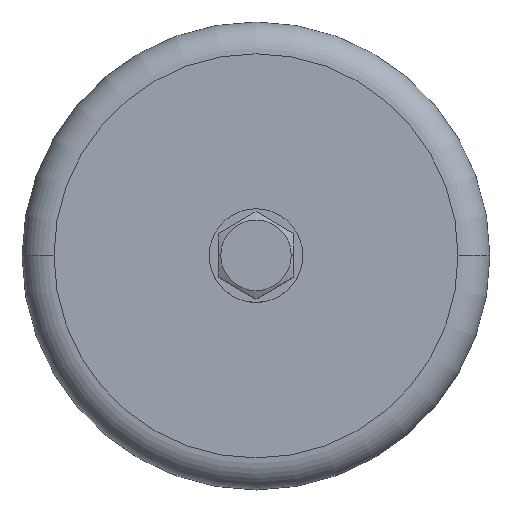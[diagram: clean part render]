
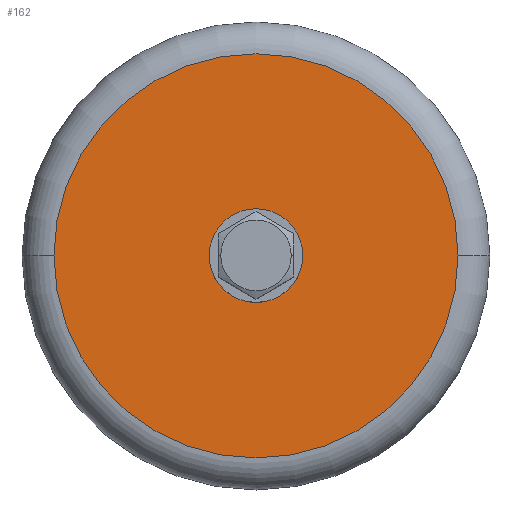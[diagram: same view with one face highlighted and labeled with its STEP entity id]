
A CAD part, top view. The second image highlights one B-rep face of the part: STEP entity #162.
In plain terms, the highlighted planar face has unit normal (0, 0, 1).
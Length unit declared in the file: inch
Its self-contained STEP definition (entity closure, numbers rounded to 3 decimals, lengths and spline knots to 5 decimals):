
#118=CARTESIAN_POINT('',(-5.99935,-0.92875,-2.87298));
#119=VERTEX_POINT('',#118);
#128=CARTESIAN_POINT('',(-2.01139,-0.92875,-2.87298));
#129=VERTEX_POINT('',#128);
#137=CARTESIAN_POINT('',(-4.00537,-0.92875,-2.87298));
#138=DIRECTION('',(0.0,0.0,-1.0));
#139=DIRECTION('',(-1.0,0.0,0.0));
#140=AXIS2_PLACEMENT_3D('',#137,#138,#139);
#141=CIRCLE('',#140,1.99398);
#142=EDGE_CURVE('',#129,#119,#141,.T.);
#147=CARTESIAN_POINT('',(-1.69699,-0.92875,-2.87298));
#148=DIRECTION('',(0.0,0.0,1.0));
#149=DIRECTION('',(1.0,0.0,0.0));
#150=AXIS2_PLACEMENT_3D('',#147,#148,#149);
#151=PLANE('',#150);
#152=ORIENTED_EDGE('',*,*,#142,.F.);
#153=CARTESIAN_POINT('',(-4.00537,-0.92875,-2.87298));
#154=DIRECTION('',(0.0,0.0,-1.0));
#155=DIRECTION('',(-1.0,0.0,0.0));
#156=AXIS2_PLACEMENT_3D('',#153,#154,#155);
#157=CIRCLE('',#156,1.99398);
#158=EDGE_CURVE('',#119,#129,#157,.T.);
#159=ORIENTED_EDGE('',*,*,#158,.F.);
#160=EDGE_LOOP('',(#152,#159));
#161=FACE_OUTER_BOUND('',#160,.T.);
#162=ADVANCED_FACE('',(#161),#151,.T.);
